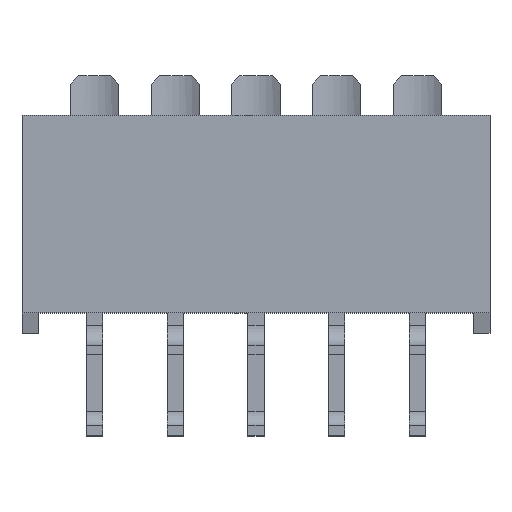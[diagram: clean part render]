
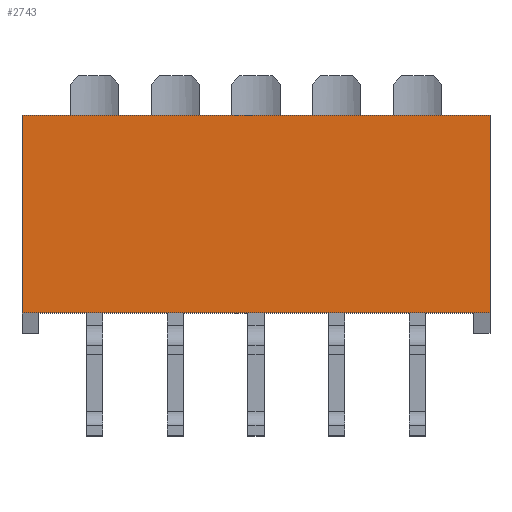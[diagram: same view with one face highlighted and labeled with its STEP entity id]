
A CAD part, top view. The second image highlights one B-rep face of the part: STEP entity #2743.
In plain terms, the highlighted planar face has unit normal (0, 0, 1).
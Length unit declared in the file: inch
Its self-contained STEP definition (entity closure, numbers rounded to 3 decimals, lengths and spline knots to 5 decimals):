
#69=DIRECTION('',(1.,0.,0.));
#70=VECTOR('',#69,0.58);
#71=CARTESIAN_POINT('',(0.,0.,0.));
#72=LINE('',#71,#70);
#573=DIRECTION('',(0.,1.,0.));
#574=VECTOR('',#573,0.245);
#575=CARTESIAN_POINT('',(0.58,0.,0.));
#576=LINE('',#575,#574);
#629=DIRECTION('',(0.,1.,0.));
#630=VECTOR('',#629,0.245);
#631=CARTESIAN_POINT('',(0.,0.,0.));
#632=LINE('',#631,#630);
#697=DIRECTION('',(1.,0.,0.));
#698=VECTOR('',#697,0.58);
#699=CARTESIAN_POINT('',(0.,0.245,0.));
#700=LINE('',#699,#698);
#1421=CARTESIAN_POINT('',(0.,0.,0.));
#1422=CARTESIAN_POINT('',(0.58,0.,0.));
#1423=VERTEX_POINT('',#1421);
#1424=VERTEX_POINT('',#1422);
#1429=CARTESIAN_POINT('',(0.,0.245,0.));
#1430=CARTESIAN_POINT('',(0.58,0.245,0.));
#1431=VERTEX_POINT('',#1429);
#1432=VERTEX_POINT('',#1430);
#2731=CARTESIAN_POINT('',(0.,0.,0.));
#2732=DIRECTION('',(0.,0.,1.));
#2733=DIRECTION('',(1.,0.,0.));
#2734=AXIS2_PLACEMENT_3D('',#2731,#2732,#2733);
#2735=PLANE('',#2734);
#2736=ORIENTED_EDGE('',*,*,#1858,.F.);
#2737=ORIENTED_EDGE('',*,*,#2534,.T.);
#2739=ORIENTED_EDGE('',*,*,#2738,.T.);
#2740=ORIENTED_EDGE('',*,*,#2610,.F.);
#2741=EDGE_LOOP('',(#2736,#2737,#2739,#2740));
#2742=FACE_OUTER_BOUND('',#2741,.F.);
#2743=ADVANCED_FACE('',(#2742),#2735,.T.);
#1858=EDGE_CURVE('',#1423,#1424,#72,.T.);
#2534=EDGE_CURVE('',#1423,#1431,#632,.T.);
#2610=EDGE_CURVE('',#1424,#1432,#576,.T.);
#2738=EDGE_CURVE('',#1431,#1432,#700,.T.);
